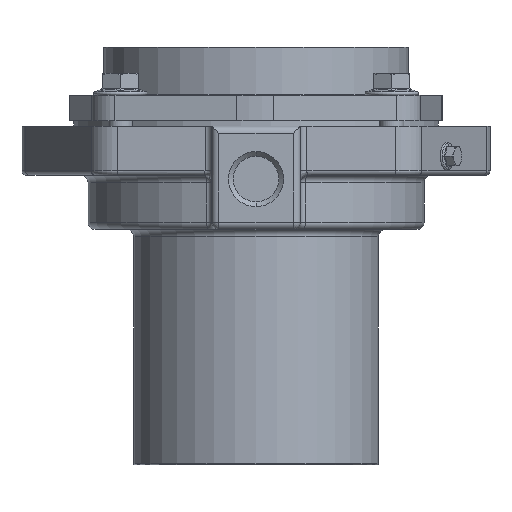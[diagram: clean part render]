
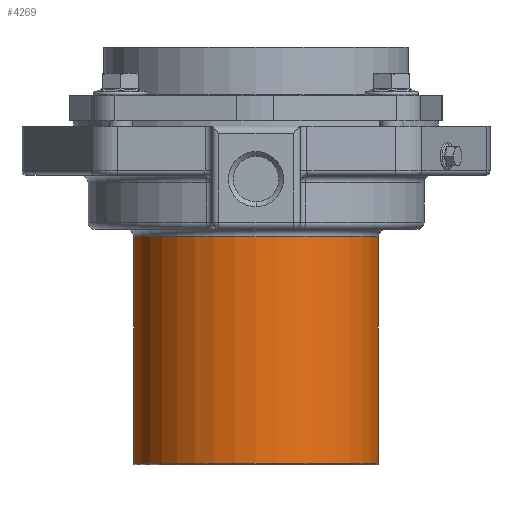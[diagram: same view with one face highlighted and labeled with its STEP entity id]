
A CAD part, front view. The second image highlights one B-rep face of the part: STEP entity #4269.
In plain terms, the highlighted cylindrical face has radius 51 mm (diameter 102 mm), a partial arc.
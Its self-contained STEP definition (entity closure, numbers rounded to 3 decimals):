
#1527 = EDGE_CURVE ( 'NONE', #3527, #3529, #3175, .T. ) ;
#1622 = ORIENTED_EDGE ( 'NONE', *, *, #1713, .F. ) ;
#1623 = ORIENTED_EDGE ( 'NONE', *, *, #1527, .T. ) ;
#1624 = ORIENTED_EDGE ( 'NONE', *, *, #1714, .T. ) ;
#1625 = ORIENTED_EDGE ( 'NONE', *, *, #1739, .T. ) ;
#1713 = EDGE_CURVE ( 'NONE', #3527, #4659, #3223, .T. ) ;
#1714 = EDGE_CURVE ( 'NONE', #3529, #4616, #3224, .T. ) ;
#1739 = EDGE_CURVE ( 'NONE', #4616, #4659, #3260, .T. ) ;
#2030 = AXIS2_PLACEMENT_3D ( 'NONE', #4443, #4444, #4445 ) ;
#2069 = AXIS2_PLACEMENT_3D ( 'NONE', #2894, #2895, #2896 ) ;
#2227 = FACE_OUTER_BOUND ( 'NONE', #4095, .T. ) ;
#2232 = CYLINDRICAL_SURFACE ( 'NONE', #7091, 51. ) ;
#2818 = CARTESIAN_POINT ( 'NONE',  ( 51., 0., 98. ) ) ;
#2825 = DIRECTION ( 'NONE',  ( 0., 0., -1. ) ) ;
#2826 = CARTESIAN_POINT ( 'NONE',  ( -51., 0., 98. ) ) ;
#2827 = DIRECTION ( 'NONE',  ( 0., 0., -1. ) ) ;
#2894 = CARTESIAN_POINT ( 'NONE',  ( 0., 0., 0.5 ) ) ;
#2895 = DIRECTION ( 'NONE',  ( 0., 0., 1. ) ) ;
#2896 = DIRECTION ( 'NONE',  ( 1., 0., 0. ) ) ;
#3175 = CIRCLE ( 'NONE', #2030, 51. ) ;
#3223 = LINE ( 'NONE', #2818, #3225 ) ;
#3224 = LINE ( 'NONE', #2826, #3227 ) ;
#3225 = VECTOR ( 'NONE', #2825, 1000. ) ;
#3227 = VECTOR ( 'NONE', #2827, 1000. ) ;
#3260 = CIRCLE ( 'NONE', #2069, 51. ) ;
#3527 = VERTEX_POINT ( 'NONE', #5089 ) ;
#3529 = VERTEX_POINT ( 'NONE', #5091 ) ;
#4095 = EDGE_LOOP ( 'NONE', ( #1622, #1623, #1624, #1625 ) ) ;
#4269 = ADVANCED_FACE ( 'NONE', ( #2227 ), #2232, .T. ) ;
#4443 = CARTESIAN_POINT ( 'NONE',  ( 0., 0., 95. ) ) ;
#4444 = DIRECTION ( 'NONE',  ( 0., 0., -1. ) ) ;
#4445 = DIRECTION ( 'NONE',  ( 1., 0., 0. ) ) ;
#4616 = VERTEX_POINT ( 'NONE', #5852 ) ;
#4659 = VERTEX_POINT ( 'NONE', #5895 ) ;
#5089 = CARTESIAN_POINT ( 'NONE',  ( 51., 0., 95. ) ) ;
#5091 = CARTESIAN_POINT ( 'NONE',  ( -51., 0., 95. ) ) ;
#5556 = DIRECTION ( 'NONE',  ( -1., 0., 0. ) ) ;
#5557 = CARTESIAN_POINT ( 'NONE',  ( 0., 0., 98. ) ) ;
#5558 = DIRECTION ( 'NONE',  ( 0., 0., -1. ) ) ;
#5852 = CARTESIAN_POINT ( 'NONE',  ( -51., 0., 0.5 ) ) ;
#5895 = CARTESIAN_POINT ( 'NONE',  ( 51., 0., 0.5 ) ) ;
#7091 = AXIS2_PLACEMENT_3D ( 'NONE', #5557, #5558, #5556 ) ;
